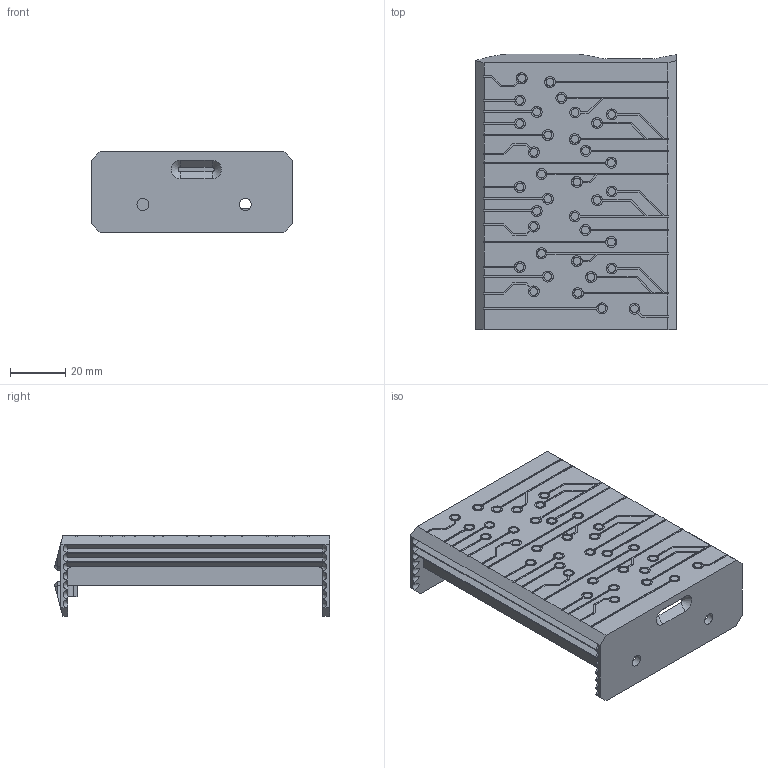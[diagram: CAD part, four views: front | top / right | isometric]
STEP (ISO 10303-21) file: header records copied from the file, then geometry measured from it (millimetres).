
FILE_DESCRIPTION(/* description */ (''),/* implementation_level */ '2;1');
FILE_NAME(/* name */ 'rpi-cluster-enclosure-main-case.step',/* time_stamp */ '2022-03-16T12:53:09+01:00',/* author */ (''),/* organization */ (''),/* preprocessor_version */ 'ST-DEVELOPER v18.1',/* originating_system */ 'Autodesk Translation Framework v10.13.0.1454',/* authorisation */ '');
FILE_SCHEMA (('AUTOMOTIVE_DESIGN { 1 0 10303 214 3 1 1 }'));
Length unit declared in the file: millimetre
Products named in the file (1): rpi-cluster-enclosure-main-case
Bounding box: 72.5 x 99.47 x 29 mm (x, y, z)
Volume: 49873.1 mm3; surface area: 28612 mm2
Topology: 1 solids, 1 shells, 747 faces, 2092 edges, 1380 vertices
Faces by surface type: plane 362, bspline 293, cylinder 50, cone 40, torus 2
Full cylindrical faces by diameter (mm): 1.25 x3, 1.4 x1, 2.05 x4, 4.3 x2
Entity records: 25456 total; most frequent: CARTESIAN_POINT 8011, ORIENTED_EDGE 4172, DIRECTION 2614, EDGE_CURVE 2086, VERTEX_POINT 1380, LINE 1324, VECTOR 1324, EDGE_LOOP 802
